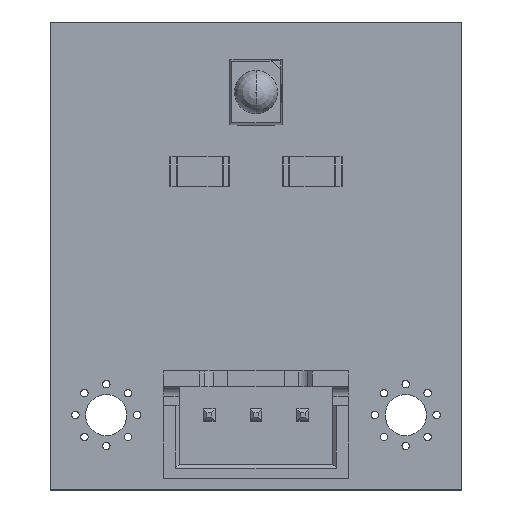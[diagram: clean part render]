
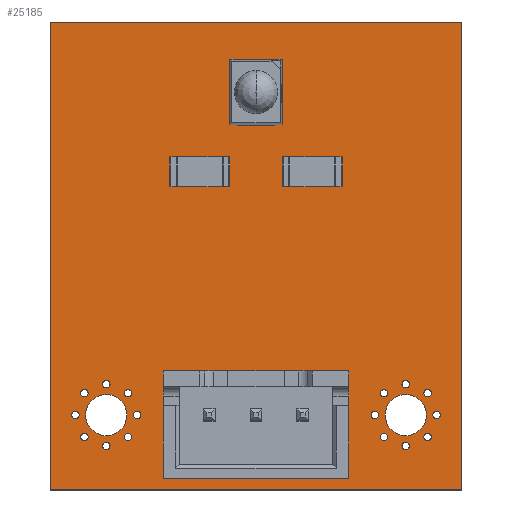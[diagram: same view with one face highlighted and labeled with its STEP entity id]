
A CAD part, top view. The second image highlights one B-rep face of the part: STEP entity #25185.
In plain terms, the highlighted planar face has unit normal (0, 0, 1).
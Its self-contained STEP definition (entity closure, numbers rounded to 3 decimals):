
#24842 = VERTEX_POINT('',#24843);
#24843 = CARTESIAN_POINT('',(11.,-21.,1.6));
#24849 = EDGE_CURVE('',#24842,#24850,#24852,.T.);
#24850 = VERTEX_POINT('',#24851);
#24851 = CARTESIAN_POINT('',(-11.,-21.,1.6));
#24852 = LINE('',#24853,#24854);
#24853 = CARTESIAN_POINT('',(11.,-21.,1.6));
#24854 = VECTOR('',#24855,1.);
#24855 = DIRECTION('',(-1.,0.,0.));
#24882 = VERTEX_POINT('',#24883);
#24883 = CARTESIAN_POINT('',(11.,4.,1.6));
#24889 = EDGE_CURVE('',#24882,#24842,#24890,.T.);
#24890 = LINE('',#24891,#24892);
#24891 = CARTESIAN_POINT('',(11.,4.,1.6));
#24892 = VECTOR('',#24893,1.);
#24893 = DIRECTION('',(0.,-1.,0.));
#24911 = EDGE_CURVE('',#24850,#24912,#24914,.T.);
#24912 = VERTEX_POINT('',#24913);
#24913 = CARTESIAN_POINT('',(-11.,4.,1.6));
#24914 = LINE('',#24915,#24916);
#24915 = CARTESIAN_POINT('',(-11.,-21.,1.6));
#24916 = VECTOR('',#24917,1.);
#24917 = DIRECTION('',(0.,1.,0.));
#25185 = ADVANCED_FACE('',(#25186,#25197,#25208,#25219,#25230,#25241,
    #25252,#25263,#25274,#25285,#25296,#25307,#25318,#25329,#25340,
    #25351,#25362,#25373,#25384,#25395,#25406,#25417),#25428,.T.);
#25186 = FACE_BOUND('',#25187,.T.);
#25187 = EDGE_LOOP('',(#25188,#25189,#25190,#25196));
#25188 = ORIENTED_EDGE('',*,*,#24849,.F.);
#25189 = ORIENTED_EDGE('',*,*,#24889,.F.);
#25190 = ORIENTED_EDGE('',*,*,#25191,.F.);
#25191 = EDGE_CURVE('',#24912,#24882,#25192,.T.);
#25192 = LINE('',#25193,#25194);
#25193 = CARTESIAN_POINT('',(-11.,4.,1.6));
#25194 = VECTOR('',#25195,1.);
#25195 = DIRECTION('',(1.,0.,0.));
#25196 = ORIENTED_EDGE('',*,*,#24911,.F.);
#25197 = FACE_BOUND('',#25198,.T.);
#25198 = EDGE_LOOP('',(#25199));
#25199 = ORIENTED_EDGE('',*,*,#25200,.T.);
#25200 = EDGE_CURVE('',#25201,#25201,#25203,.T.);
#25201 = VERTEX_POINT('',#25202);
#25202 = CARTESIAN_POINT('',(-8.,-18.85,1.6));
#25203 = CIRCLE('',#25204,0.2);
#25204 = AXIS2_PLACEMENT_3D('',#25205,#25206,#25207);
#25205 = CARTESIAN_POINT('',(-8.,-18.65,1.6));
#25206 = DIRECTION('',(-0.,0.,-1.));
#25207 = DIRECTION('',(-0.,-1.,0.));
#25208 = FACE_BOUND('',#25209,.T.);
#25209 = EDGE_LOOP('',(#25210));
#25210 = ORIENTED_EDGE('',*,*,#25211,.T.);
#25211 = EDGE_CURVE('',#25212,#25212,#25214,.T.);
#25212 = VERTEX_POINT('',#25213);
#25213 = CARTESIAN_POINT('',(-9.167,-18.367,1.6));
#25214 = CIRCLE('',#25215,0.2);
#25215 = AXIS2_PLACEMENT_3D('',#25216,#25217,#25218);
#25216 = CARTESIAN_POINT('',(-9.167,-18.167,1.6));
#25217 = DIRECTION('',(-0.,0.,-1.));
#25218 = DIRECTION('',(-0.,-1.,0.));
#25219 = FACE_BOUND('',#25220,.T.);
#25220 = EDGE_LOOP('',(#25221));
#25221 = ORIENTED_EDGE('',*,*,#25222,.T.);
#25222 = EDGE_CURVE('',#25223,#25223,#25225,.T.);
#25223 = VERTEX_POINT('',#25224);
#25224 = CARTESIAN_POINT('',(-6.833,-18.367,1.6));
#25225 = CIRCLE('',#25226,0.2);
#25226 = AXIS2_PLACEMENT_3D('',#25227,#25228,#25229);
#25227 = CARTESIAN_POINT('',(-6.833,-18.167,1.6));
#25228 = DIRECTION('',(-0.,0.,-1.));
#25229 = DIRECTION('',(0.,-1.,0.));
#25230 = FACE_BOUND('',#25231,.T.);
#25231 = EDGE_LOOP('',(#25232));
#25232 = ORIENTED_EDGE('',*,*,#25233,.T.);
#25233 = EDGE_CURVE('',#25234,#25234,#25236,.T.);
#25234 = VERTEX_POINT('',#25235);
#25235 = CARTESIAN_POINT('',(-9.65,-17.2,1.6));
#25236 = CIRCLE('',#25237,0.2);
#25237 = AXIS2_PLACEMENT_3D('',#25238,#25239,#25240);
#25238 = CARTESIAN_POINT('',(-9.65,-17.,1.6));
#25239 = DIRECTION('',(-0.,0.,-1.));
#25240 = DIRECTION('',(0.,-1.,0.));
#25241 = FACE_BOUND('',#25242,.T.);
#25242 = EDGE_LOOP('',(#25243));
#25243 = ORIENTED_EDGE('',*,*,#25244,.T.);
#25244 = EDGE_CURVE('',#25245,#25245,#25247,.T.);
#25245 = VERTEX_POINT('',#25246);
#25246 = CARTESIAN_POINT('',(8.,-18.85,1.6));
#25247 = CIRCLE('',#25248,0.2);
#25248 = AXIS2_PLACEMENT_3D('',#25249,#25250,#25251);
#25249 = CARTESIAN_POINT('',(8.,-18.65,1.6));
#25250 = DIRECTION('',(-0.,0.,-1.));
#25251 = DIRECTION('',(-0.,-1.,0.));
#25252 = FACE_BOUND('',#25253,.T.);
#25253 = EDGE_LOOP('',(#25254));
#25254 = ORIENTED_EDGE('',*,*,#25255,.T.);
#25255 = EDGE_CURVE('',#25256,#25256,#25258,.T.);
#25256 = VERTEX_POINT('',#25257);
#25257 = CARTESIAN_POINT('',(6.833,-18.367,1.6));
#25258 = CIRCLE('',#25259,0.2);
#25259 = AXIS2_PLACEMENT_3D('',#25260,#25261,#25262);
#25260 = CARTESIAN_POINT('',(6.833,-18.167,1.6));
#25261 = DIRECTION('',(-0.,0.,-1.));
#25262 = DIRECTION('',(0.,-1.,-0.));
#25263 = FACE_BOUND('',#25264,.T.);
#25264 = EDGE_LOOP('',(#25265));
#25265 = ORIENTED_EDGE('',*,*,#25266,.T.);
#25266 = EDGE_CURVE('',#25267,#25267,#25269,.T.);
#25267 = VERTEX_POINT('',#25268);
#25268 = CARTESIAN_POINT('',(9.167,-18.367,1.6));
#25269 = CIRCLE('',#25270,0.2);
#25270 = AXIS2_PLACEMENT_3D('',#25271,#25272,#25273);
#25271 = CARTESIAN_POINT('',(9.167,-18.167,1.6));
#25272 = DIRECTION('',(-0.,0.,-1.));
#25273 = DIRECTION('',(-0.,-1.,0.));
#25274 = FACE_BOUND('',#25275,.T.);
#25275 = EDGE_LOOP('',(#25276));
#25276 = ORIENTED_EDGE('',*,*,#25277,.T.);
#25277 = EDGE_CURVE('',#25278,#25278,#25280,.T.);
#25278 = VERTEX_POINT('',#25279);
#25279 = CARTESIAN_POINT('',(-8.,-18.1,1.6));
#25280 = CIRCLE('',#25281,1.1);
#25281 = AXIS2_PLACEMENT_3D('',#25282,#25283,#25284);
#25282 = CARTESIAN_POINT('',(-8.,-17.,1.6));
#25283 = DIRECTION('',(-0.,0.,-1.));
#25284 = DIRECTION('',(-0.,-1.,0.));
#25285 = FACE_BOUND('',#25286,.T.);
#25286 = EDGE_LOOP('',(#25287));
#25287 = ORIENTED_EDGE('',*,*,#25288,.T.);
#25288 = EDGE_CURVE('',#25289,#25289,#25291,.T.);
#25289 = VERTEX_POINT('',#25290);
#25290 = CARTESIAN_POINT('',(-6.35,-17.2,1.6));
#25291 = CIRCLE('',#25292,0.2);
#25292 = AXIS2_PLACEMENT_3D('',#25293,#25294,#25295);
#25293 = CARTESIAN_POINT('',(-6.35,-17.,1.6));
#25294 = DIRECTION('',(-0.,0.,-1.));
#25295 = DIRECTION('',(-0.,-1.,0.));
#25296 = FACE_BOUND('',#25297,.T.);
#25297 = EDGE_LOOP('',(#25298));
#25298 = ORIENTED_EDGE('',*,*,#25299,.T.);
#25299 = EDGE_CURVE('',#25300,#25300,#25302,.T.);
#25300 = VERTEX_POINT('',#25301);
#25301 = CARTESIAN_POINT('',(-2.5,-17.475,1.6));
#25302 = CIRCLE('',#25303,0.475);
#25303 = AXIS2_PLACEMENT_3D('',#25304,#25305,#25306);
#25304 = CARTESIAN_POINT('',(-2.5,-17.,1.6));
#25305 = DIRECTION('',(-0.,0.,-1.));
#25306 = DIRECTION('',(-0.,-1.,0.));
#25307 = FACE_BOUND('',#25308,.T.);
#25308 = EDGE_LOOP('',(#25309));
#25309 = ORIENTED_EDGE('',*,*,#25310,.T.);
#25310 = EDGE_CURVE('',#25311,#25311,#25313,.T.);
#25311 = VERTEX_POINT('',#25312);
#25312 = CARTESIAN_POINT('',(-9.167,-16.033,1.6));
#25313 = CIRCLE('',#25314,0.2);
#25314 = AXIS2_PLACEMENT_3D('',#25315,#25316,#25317);
#25315 = CARTESIAN_POINT('',(-9.167,-15.833,1.6));
#25316 = DIRECTION('',(-0.,0.,-1.));
#25317 = DIRECTION('',(-0.,-1.,0.));
#25318 = FACE_BOUND('',#25319,.T.);
#25319 = EDGE_LOOP('',(#25320));
#25320 = ORIENTED_EDGE('',*,*,#25321,.T.);
#25321 = EDGE_CURVE('',#25322,#25322,#25324,.T.);
#25322 = VERTEX_POINT('',#25323);
#25323 = CARTESIAN_POINT('',(-6.833,-16.033,1.6));
#25324 = CIRCLE('',#25325,0.2);
#25325 = AXIS2_PLACEMENT_3D('',#25326,#25327,#25328);
#25326 = CARTESIAN_POINT('',(-6.833,-15.833,1.6));
#25327 = DIRECTION('',(-0.,0.,-1.));
#25328 = DIRECTION('',(0.,-1.,0.));
#25329 = FACE_BOUND('',#25330,.T.);
#25330 = EDGE_LOOP('',(#25331));
#25331 = ORIENTED_EDGE('',*,*,#25332,.T.);
#25332 = EDGE_CURVE('',#25333,#25333,#25335,.T.);
#25333 = VERTEX_POINT('',#25334);
#25334 = CARTESIAN_POINT('',(-8.,-15.55,1.6));
#25335 = CIRCLE('',#25336,0.2);
#25336 = AXIS2_PLACEMENT_3D('',#25337,#25338,#25339);
#25337 = CARTESIAN_POINT('',(-8.,-15.35,1.6));
#25338 = DIRECTION('',(-0.,0.,-1.));
#25339 = DIRECTION('',(-0.,-1.,0.));
#25340 = FACE_BOUND('',#25341,.T.);
#25341 = EDGE_LOOP('',(#25342));
#25342 = ORIENTED_EDGE('',*,*,#25343,.T.);
#25343 = EDGE_CURVE('',#25344,#25344,#25346,.T.);
#25344 = VERTEX_POINT('',#25345);
#25345 = CARTESIAN_POINT('',(0.,-17.475,1.6));
#25346 = CIRCLE('',#25347,0.475);
#25347 = AXIS2_PLACEMENT_3D('',#25348,#25349,#25350);
#25348 = CARTESIAN_POINT('',(0.,-17.,1.6));
#25349 = DIRECTION('',(-0.,0.,-1.));
#25350 = DIRECTION('',(0.,-1.,0.));
#25351 = FACE_BOUND('',#25352,.T.);
#25352 = EDGE_LOOP('',(#25353));
#25353 = ORIENTED_EDGE('',*,*,#25354,.T.);
#25354 = EDGE_CURVE('',#25355,#25355,#25357,.T.);
#25355 = VERTEX_POINT('',#25356);
#25356 = CARTESIAN_POINT('',(2.5,-17.475,1.6));
#25357 = CIRCLE('',#25358,0.475);
#25358 = AXIS2_PLACEMENT_3D('',#25359,#25360,#25361);
#25359 = CARTESIAN_POINT('',(2.5,-17.,1.6));
#25360 = DIRECTION('',(-0.,0.,-1.));
#25361 = DIRECTION('',(-0.,-1.,0.));
#25362 = FACE_BOUND('',#25363,.T.);
#25363 = EDGE_LOOP('',(#25364));
#25364 = ORIENTED_EDGE('',*,*,#25365,.T.);
#25365 = EDGE_CURVE('',#25366,#25366,#25368,.T.);
#25366 = VERTEX_POINT('',#25367);
#25367 = CARTESIAN_POINT('',(6.35,-17.2,1.6));
#25368 = CIRCLE('',#25369,0.2);
#25369 = AXIS2_PLACEMENT_3D('',#25370,#25371,#25372);
#25370 = CARTESIAN_POINT('',(6.35,-17.,1.6));
#25371 = DIRECTION('',(-0.,0.,-1.));
#25372 = DIRECTION('',(-0.,-1.,0.));
#25373 = FACE_BOUND('',#25374,.T.);
#25374 = EDGE_LOOP('',(#25375));
#25375 = ORIENTED_EDGE('',*,*,#25376,.T.);
#25376 = EDGE_CURVE('',#25377,#25377,#25379,.T.);
#25377 = VERTEX_POINT('',#25378);
#25378 = CARTESIAN_POINT('',(8.,-18.1,1.6));
#25379 = CIRCLE('',#25380,1.1);
#25380 = AXIS2_PLACEMENT_3D('',#25381,#25382,#25383);
#25381 = CARTESIAN_POINT('',(8.,-17.,1.6));
#25382 = DIRECTION('',(-0.,0.,-1.));
#25383 = DIRECTION('',(-0.,-1.,0.));
#25384 = FACE_BOUND('',#25385,.T.);
#25385 = EDGE_LOOP('',(#25386));
#25386 = ORIENTED_EDGE('',*,*,#25387,.T.);
#25387 = EDGE_CURVE('',#25388,#25388,#25390,.T.);
#25388 = VERTEX_POINT('',#25389);
#25389 = CARTESIAN_POINT('',(9.65,-17.2,1.6));
#25390 = CIRCLE('',#25391,0.2);
#25391 = AXIS2_PLACEMENT_3D('',#25392,#25393,#25394);
#25392 = CARTESIAN_POINT('',(9.65,-17.,1.6));
#25393 = DIRECTION('',(-0.,0.,-1.));
#25394 = DIRECTION('',(0.,-1.,-0.));
#25395 = FACE_BOUND('',#25396,.T.);
#25396 = EDGE_LOOP('',(#25397));
#25397 = ORIENTED_EDGE('',*,*,#25398,.T.);
#25398 = EDGE_CURVE('',#25399,#25399,#25401,.T.);
#25399 = VERTEX_POINT('',#25400);
#25400 = CARTESIAN_POINT('',(6.833,-16.033,1.6));
#25401 = CIRCLE('',#25402,0.2);
#25402 = AXIS2_PLACEMENT_3D('',#25403,#25404,#25405);
#25403 = CARTESIAN_POINT('',(6.833,-15.833,1.6));
#25404 = DIRECTION('',(-0.,0.,-1.));
#25405 = DIRECTION('',(0.,-1.,-0.));
#25406 = FACE_BOUND('',#25407,.T.);
#25407 = EDGE_LOOP('',(#25408));
#25408 = ORIENTED_EDGE('',*,*,#25409,.T.);
#25409 = EDGE_CURVE('',#25410,#25410,#25412,.T.);
#25410 = VERTEX_POINT('',#25411);
#25411 = CARTESIAN_POINT('',(9.167,-16.033,1.6));
#25412 = CIRCLE('',#25413,0.2);
#25413 = AXIS2_PLACEMENT_3D('',#25414,#25415,#25416);
#25414 = CARTESIAN_POINT('',(9.167,-15.833,1.6));
#25415 = DIRECTION('',(-0.,0.,-1.));
#25416 = DIRECTION('',(-0.,-1.,0.));
#25417 = FACE_BOUND('',#25418,.T.);
#25418 = EDGE_LOOP('',(#25419));
#25419 = ORIENTED_EDGE('',*,*,#25420,.T.);
#25420 = EDGE_CURVE('',#25421,#25421,#25423,.T.);
#25421 = VERTEX_POINT('',#25422);
#25422 = CARTESIAN_POINT('',(8.,-15.55,1.6));
#25423 = CIRCLE('',#25424,0.2);
#25424 = AXIS2_PLACEMENT_3D('',#25425,#25426,#25427);
#25425 = CARTESIAN_POINT('',(8.,-15.35,1.6));
#25426 = DIRECTION('',(-0.,0.,-1.));
#25427 = DIRECTION('',(-0.,-1.,0.));
#25428 = PLANE('',#25429);
#25429 = AXIS2_PLACEMENT_3D('',#25430,#25431,#25432);
#25430 = CARTESIAN_POINT('',(0.,0.,1.6));
#25431 = DIRECTION('',(0.,0.,1.));
#25432 = DIRECTION('',(1.,0.,-0.));
